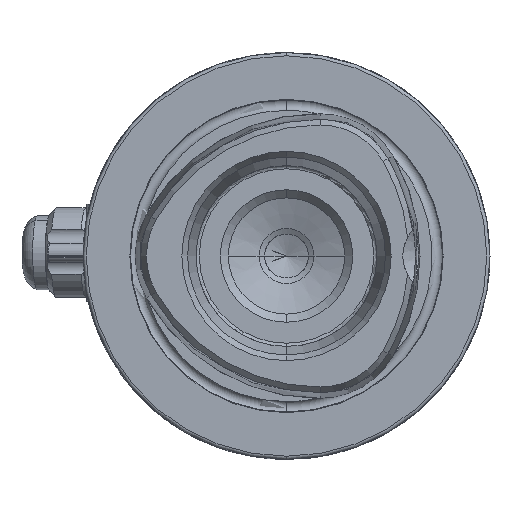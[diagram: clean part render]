
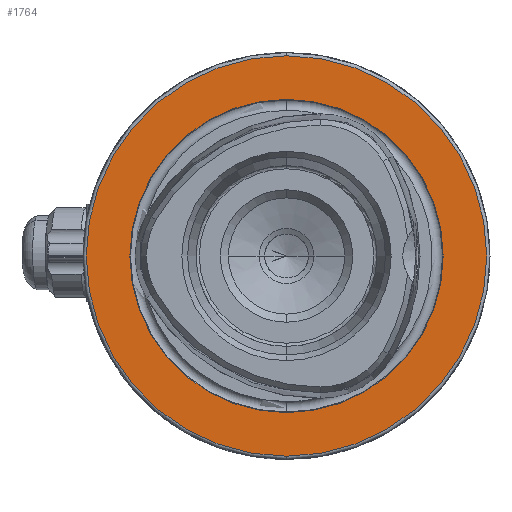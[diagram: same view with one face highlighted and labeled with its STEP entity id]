
A CAD part, left-side view. The second image highlights one B-rep face of the part: STEP entity #1764.
In plain terms, the highlighted planar face has unit normal (-1, 0, 0).
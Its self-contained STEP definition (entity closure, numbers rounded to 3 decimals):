
#1307 = ORIENTED_EDGE ( 'NONE', *, *, #14522, .T. ) ;
#1323 = ORIENTED_EDGE ( 'NONE', *, *, #5222, .T. ) ;
#1326 = ORIENTED_EDGE ( 'NONE', *, *, #14523, .F. ) ;
#1335 = ORIENTED_EDGE ( 'NONE', *, *, #5208, .F. ) ;
#1764 = ADVANCED_FACE ( 'NONE', ( #15377, #15385 ), #16277, .F. ) ;
#2118 = VERTEX_POINT ( 'NONE', #16387 ) ;
#2129 = VERTEX_POINT ( 'NONE', #16397 ) ;
#2132 = VERTEX_POINT ( 'NONE', #16400 ) ;
#2133 = VERTEX_POINT ( 'NONE', #16401 ) ;
#3685 = EDGE_LOOP ( 'NONE', ( #1323, #1307 ) ) ;
#3687 = EDGE_LOOP ( 'NONE', ( #1326, #1335 ) ) ;
#4420 = CARTESIAN_POINT ( 'NONE',  ( 0., 0., 0. ) ) ;
#4422 = DIRECTION ( 'NONE',  ( -1., 0., 0. ) ) ;
#4423 = DIRECTION ( 'NONE',  ( 0., 0., 1. ) ) ;
#4443 = CARTESIAN_POINT ( 'NONE',  ( 0., 0., 0. ) ) ;
#4445 = DIRECTION ( 'NONE',  ( -1., 0., 0. ) ) ;
#4447 = DIRECTION ( 'NONE',  ( 0., 0., 1. ) ) ;
#5208 = EDGE_CURVE ( 'NONE', #2132, #2118, #11329, .T. ) ;
#5222 = EDGE_CURVE ( 'NONE', #2133, #2129, #11343, .T. ) ;
#7777 = CIRCLE ( 'NONE', #13317, 31. ) ;
#7778 = CIRCLE ( 'NONE', #13318, 24.25 ) ;
#11329 = CIRCLE ( 'NONE', #12318, 24.25 ) ;
#11343 = CIRCLE ( 'NONE', #12324, 31. ) ;
#12318 = AXIS2_PLACEMENT_3D ( 'NONE', #4420, #4422, #4423 ) ;
#12324 = AXIS2_PLACEMENT_3D ( 'NONE', #4443, #4445, #4447 ) ;
#13317 = AXIS2_PLACEMENT_3D ( 'NONE', #14127, #14128, #14129 ) ;
#13318 = AXIS2_PLACEMENT_3D ( 'NONE', #14132, #14133, #14134 ) ;
#14127 = CARTESIAN_POINT ( 'NONE',  ( 0., 0., 0. ) ) ;
#14128 = DIRECTION ( 'NONE',  ( -1., 0., 0. ) ) ;
#14129 = DIRECTION ( 'NONE',  ( 0., 0., 1. ) ) ;
#14132 = CARTESIAN_POINT ( 'NONE',  ( 0., 0., 0. ) ) ;
#14133 = DIRECTION ( 'NONE',  ( -1., 0., 0. ) ) ;
#14134 = DIRECTION ( 'NONE',  ( 0., 0., 1. ) ) ;
#14522 = EDGE_CURVE ( 'NONE', #2129, #2133, #7777, .T. ) ;
#14523 = EDGE_CURVE ( 'NONE', #2118, #2132, #7778, .T. ) ;
#15377 = FACE_BOUND ( 'NONE', #3687, .T. ) ;
#15385 = FACE_OUTER_BOUND ( 'NONE', #3685, .T. ) ;
#16098 = AXIS2_PLACEMENT_3D ( 'NONE', #16273, #16279, #16280 ) ;
#16273 = CARTESIAN_POINT ( 'NONE',  ( 0., 24.25, 0. ) ) ;
#16277 = PLANE ( 'NONE',  #16098 ) ;
#16279 = DIRECTION ( 'NONE',  ( 1., 0., 0. ) ) ;
#16280 = DIRECTION ( 'NONE',  ( 0., 0., -1. ) ) ;
#16387 = CARTESIAN_POINT ( 'NONE',  ( 0., 0., 24.25 ) ) ;
#16397 = CARTESIAN_POINT ( 'NONE',  ( 0., 0., -31. ) ) ;
#16400 = CARTESIAN_POINT ( 'NONE',  ( 0., 0., -24.25 ) ) ;
#16401 = CARTESIAN_POINT ( 'NONE',  ( 0., 0., 31. ) ) ;
